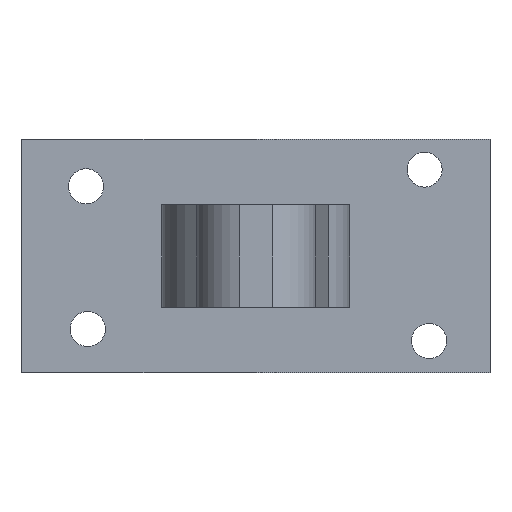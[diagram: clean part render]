
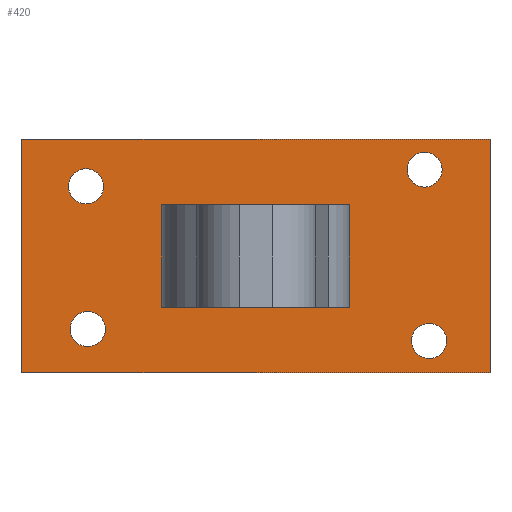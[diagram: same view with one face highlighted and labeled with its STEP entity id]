
A CAD part, front view. The second image highlights one B-rep face of the part: STEP entity #420.
In plain terms, the highlighted planar face has unit normal (0, -1, 0).
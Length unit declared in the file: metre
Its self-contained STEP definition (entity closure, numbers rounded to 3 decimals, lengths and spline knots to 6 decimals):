
#34=CIRCLE('',#464,0.001875);
#36=CIRCLE('',#467,0.001875);
#38=CIRCLE('',#470,0.001875);
#40=CIRCLE('',#474,0.001875);
#94=ORIENTED_EDGE('',*,*,#196,.T.);
#95=ORIENTED_EDGE('',*,*,#156,.F.);
#96=ORIENTED_EDGE('',*,*,#197,.F.);
#97=ORIENTED_EDGE('',*,*,#169,.T.);
#98=ORIENTED_EDGE('',*,*,#193,.F.);
#99=ORIENTED_EDGE('',*,*,#178,.F.);
#100=ORIENTED_EDGE('',*,*,#182,.F.);
#101=ORIENTED_EDGE('',*,*,#185,.F.);
#102=ORIENTED_EDGE('',*,*,#190,.F.);
#103=ORIENTED_EDGE('',*,*,#188,.F.);
#104=ORIENTED_EDGE('',*,*,#186,.F.);
#105=ORIENTED_EDGE('',*,*,#194,.F.);
#156=EDGE_CURVE('',#210,#211,#248,.T.);
#169=EDGE_CURVE('',#223,#222,#254,.T.);
#178=EDGE_CURVE('',#230,#231,#260,.T.);
#182=EDGE_CURVE('',#233,#230,#264,.T.);
#185=EDGE_CURVE('',#235,#233,#267,.T.);
#186=EDGE_CURVE('',#236,#236,#34,.T.);
#188=EDGE_CURVE('',#238,#238,#36,.T.);
#190=EDGE_CURVE('',#240,#240,#38,.T.);
#193=EDGE_CURVE('',#231,#235,#269,.T.);
#194=EDGE_CURVE('',#242,#242,#40,.T.);
#196=EDGE_CURVE('',#222,#211,#270,.T.);
#197=EDGE_CURVE('',#223,#210,#271,.T.);
#210=VERTEX_POINT('',#626);
#211=VERTEX_POINT('',#627);
#222=VERTEX_POINT('',#651);
#223=VERTEX_POINT('',#653);
#230=VERTEX_POINT('',#669);
#231=VERTEX_POINT('',#671);
#233=VERTEX_POINT('',#677);
#235=VERTEX_POINT('',#683);
#236=VERTEX_POINT('',#687);
#238=VERTEX_POINT('',#692);
#240=VERTEX_POINT('',#697);
#242=VERTEX_POINT('',#705);
#248=LINE('',#625,#282);
#254=LINE('',#652,#288);
#260=LINE('',#670,#294);
#264=LINE('',#678,#298);
#267=LINE('',#684,#301);
#269=LINE('',#702,#303);
#270=LINE('',#709,#304);
#271=LINE('',#710,#305);
#282=VECTOR('',#502,1.);
#288=VECTOR('',#524,1.);
#294=VECTOR('',#538,1.);
#298=VECTOR('',#544,1.);
#301=VECTOR('',#549,1.);
#303=VECTOR('',#571,1.);
#304=VECTOR('',#580,1.);
#305=VECTOR('',#581,1.);
#331=EDGE_LOOP('',(#94,#95,#96,#97));
#332=EDGE_LOOP('',(#98,#99,#100,#101));
#333=EDGE_LOOP('',(#102));
#334=EDGE_LOOP('',(#103));
#335=EDGE_LOOP('',(#104));
#336=EDGE_LOOP('',(#105));
#373=FACE_BOUND('',#331,.T.);
#374=FACE_BOUND('',#332,.T.);
#375=FACE_BOUND('',#333,.T.);
#376=FACE_BOUND('',#334,.T.);
#377=FACE_BOUND('',#335,.T.);
#378=FACE_BOUND('',#336,.T.);
#403=PLANE('',#476);
#420=ADVANCED_FACE('',(#373,#374,#375,#376,#377,#378),#403,.T.);
#464=AXIS2_PLACEMENT_3D('',#686,#552,#553);
#467=AXIS2_PLACEMENT_3D('',#691,#558,#559);
#470=AXIS2_PLACEMENT_3D('',#696,#564,#565);
#474=AXIS2_PLACEMENT_3D('',#704,#574,#575);
#476=AXIS2_PLACEMENT_3D('',#708,#578,#579);
#502=DIRECTION('',(1.,0.,0.));
#524=DIRECTION('',(1.,0.,0.));
#538=DIRECTION('',(-1.,0.,0.));
#544=DIRECTION('',(0.,0.,-1.));
#549=DIRECTION('',(1.,0.,0.));
#552=DIRECTION('',(0.,-1.,0.));
#553=DIRECTION('',(0.,0.,-1.));
#558=DIRECTION('',(0.,-1.,0.));
#559=DIRECTION('',(0.,0.,-1.));
#564=DIRECTION('',(0.,-1.,0.));
#565=DIRECTION('',(0.,0.,-1.));
#571=DIRECTION('',(0.,0.,1.));
#574=DIRECTION('',(0.,-1.,0.));
#575=DIRECTION('',(0.,0.,-1.));
#578=DIRECTION('',(0.,-1.,0.));
#579=DIRECTION('',(1.,0.,0.));
#580=DIRECTION('',(0.,0.,-1.));
#581=DIRECTION('',(0.,0.,-1.));
#625=CARTESIAN_POINT('',(-0.036243,-0.008,0.012841));
#626=CARTESIAN_POINT('',(-0.046288,-0.008,0.012841));
#627=CARTESIAN_POINT('',(-0.026237,-0.008,0.012841));
#651=CARTESIAN_POINT('',(-0.026237,-0.008,0.023841));
#652=CARTESIAN_POINT('',(-0.036243,-0.008,0.023841));
#653=CARTESIAN_POINT('',(-0.046288,-0.008,0.023841));
#669=CARTESIAN_POINT('',(-0.011243,-0.008,0.005841));
#670=CARTESIAN_POINT('',(-0.053765,-0.008,0.005841));
#671=CARTESIAN_POINT('',(-0.061243,-0.008,0.005841));
#677=CARTESIAN_POINT('',(-0.011243,-0.008,0.030841));
#678=CARTESIAN_POINT('',(-0.011243,-0.008,0.018341));
#683=CARTESIAN_POINT('',(-0.061243,-0.008,0.030841));
#684=CARTESIAN_POINT('',(-0.053765,-0.008,0.030841));
#686=CARTESIAN_POINT('',(-0.018231,-0.008,0.027576));
#687=CARTESIAN_POINT('',(-0.018231,-0.008,0.025701));
#691=CARTESIAN_POINT('',(-0.054404,-0.008,0.025781));
#692=CARTESIAN_POINT('',(-0.054404,-0.008,0.023906));
#696=CARTESIAN_POINT('',(-0.054222,-0.008,0.010537));
#697=CARTESIAN_POINT('',(-0.054222,-0.008,0.008662));
#702=CARTESIAN_POINT('',(-0.061243,-0.008,0.018341));
#704=CARTESIAN_POINT('',(-0.017744,-0.008,0.009271));
#705=CARTESIAN_POINT('',(-0.017744,-0.008,0.007396));
#708=CARTESIAN_POINT('',(-0.036243,-0.008,0.018341));
#709=CARTESIAN_POINT('',(-0.026237,-0.008,0.018341));
#710=CARTESIAN_POINT('',(-0.046288,-0.008,0.018341));
